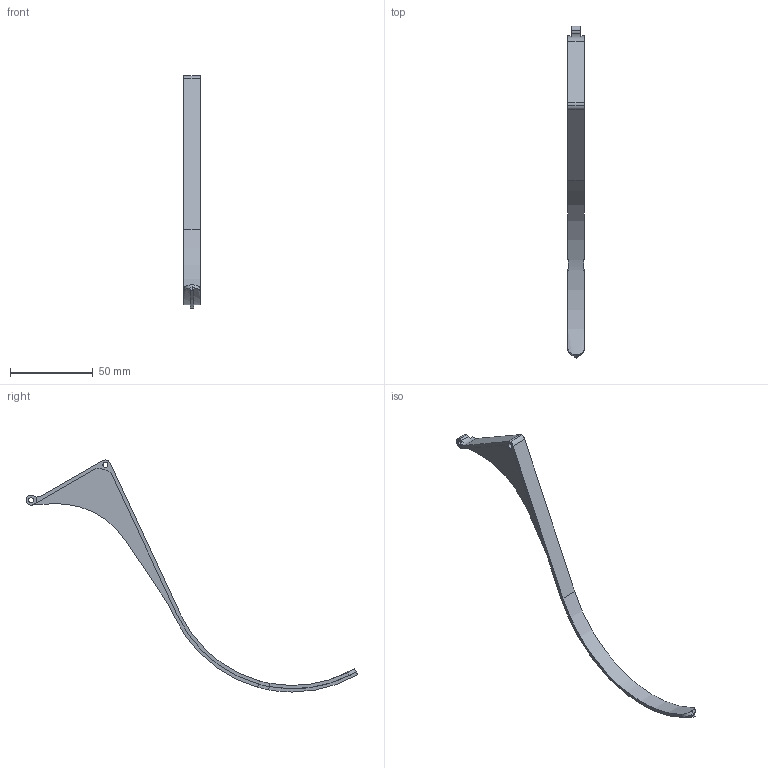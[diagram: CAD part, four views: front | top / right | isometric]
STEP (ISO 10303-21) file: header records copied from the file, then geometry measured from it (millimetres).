
FILE_DESCRIPTION (( 'STEP AP214' ), '1' );
FILE_NAME ('Braccetto2.STEP', '2019-09-06T08:40:02', ( '' ), ( '' ), 'SwSTEP 2.0', 'SolidWorks 2019', '' );
FILE_SCHEMA (( 'AUTOMOTIVE_DESIGN' ));
Length unit declared in the file: millimetre
Products named in the file (1): Braccetto2
Bounding box: 10 x 200.88 x 140.58 mm (x, y, z)
Volume: 8927.5 mm3; surface area: 10041.3 mm2
Topology: 1 solids, 1 shells, 59 faces, 171 edges, 114 vertices
Faces by surface type: plane 31, cylinder 28
Entity records: 2073 total; most frequent: CARTESIAN_POINT 411, DIRECTION 357, ORIENTED_EDGE 342, EDGE_CURVE 171, AXIS2_PLACEMENT_3D 132, VERTEX_POINT 114, LINE 93, VECTOR 93
